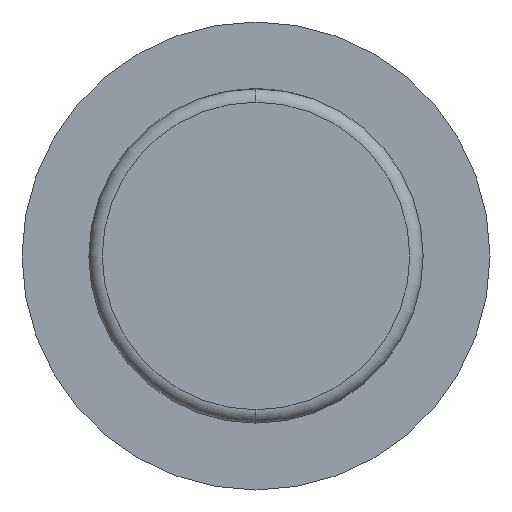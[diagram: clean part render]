
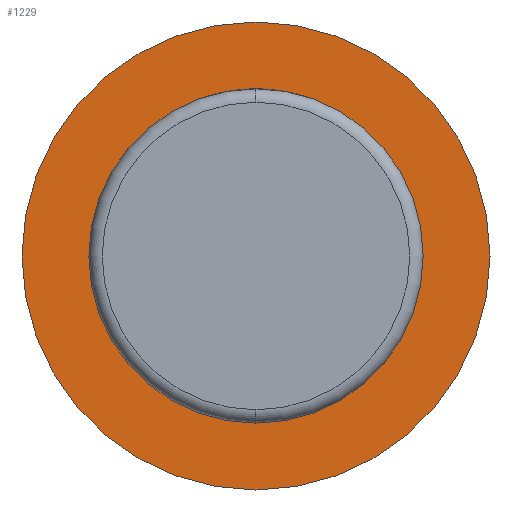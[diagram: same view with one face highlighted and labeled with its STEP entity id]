
A CAD part, left-side view. The second image highlights one B-rep face of the part: STEP entity #1229.
In plain terms, the highlighted planar face has unit normal (-1, 0, 0).
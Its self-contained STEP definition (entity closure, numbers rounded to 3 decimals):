
#43 = AXIS2_PLACEMENT_3D ( 'NONE', #646, #640, #1177 ) ;
#201 = DIRECTION ( 'NONE',  ( 0., 0., 1. ) ) ;
#210 = FACE_BOUND ( 'NONE', #926, .T. ) ;
#228 = DIRECTION ( 'NONE',  ( 0., 0., 1. ) ) ;
#234 = ORIENTED_EDGE ( 'NONE', *, *, #801, .T. ) ;
#298 = VERTEX_POINT ( 'NONE', #955 ) ;
#339 = VERTEX_POINT ( 'NONE', #858 ) ;
#392 = EDGE_CURVE ( 'NONE', #339, #555, #1329, .T. ) ;
#432 = CARTESIAN_POINT ( 'NONE',  ( -95.239, 0., 0. ) ) ;
#442 = DIRECTION ( 'NONE',  ( 0., 0., 1. ) ) ;
#490 = AXIS2_PLACEMENT_3D ( 'NONE', #432, #758, #442 ) ;
#551 = CARTESIAN_POINT ( 'NONE',  ( -95.239, 12.5, 0. ) ) ;
#555 = VERTEX_POINT ( 'NONE', #931 ) ;
#631 = AXIS2_PLACEMENT_3D ( 'NONE', #1450, #880, #201 ) ;
#640 = DIRECTION ( 'NONE',  ( -1., 0., 0. ) ) ;
#646 = CARTESIAN_POINT ( 'NONE',  ( -95.239, 0., 0. ) ) ;
#662 = FACE_OUTER_BOUND ( 'NONE', #1349, .T. ) ;
#680 = EDGE_CURVE ( 'NONE', #1372, #298, #1266, .T. ) ;
#681 = ORIENTED_EDGE ( 'NONE', *, *, #392, .T. ) ;
#734 = AXIS2_PLACEMENT_3D ( 'NONE', #551, #1442, #1251 ) ;
#755 = ORIENTED_EDGE ( 'NONE', *, *, #924, .F. ) ;
#758 = DIRECTION ( 'NONE',  ( -1., 0., 0. ) ) ;
#764 = CARTESIAN_POINT ( 'NONE',  ( -95.239, 0., 0. ) ) ;
#775 = ORIENTED_EDGE ( 'NONE', *, *, #680, .F. ) ;
#795 = CIRCLE ( 'NONE', #1383, 17.5 ) ;
#801 = EDGE_CURVE ( 'NONE', #555, #339, #795, .T. ) ;
#858 = CARTESIAN_POINT ( 'NONE',  ( -95.239, 0., 17.5 ) ) ;
#869 = CARTESIAN_POINT ( 'NONE',  ( -95.239, 0., 12.5 ) ) ;
#880 = DIRECTION ( 'NONE',  ( -1., 0., 0. ) ) ;
#924 = EDGE_CURVE ( 'NONE', #298, #1372, #1195, .T. ) ;
#926 = EDGE_LOOP ( 'NONE', ( #775, #755 ) ) ;
#931 = CARTESIAN_POINT ( 'NONE',  ( -95.239, 0., -17.5 ) ) ;
#955 = CARTESIAN_POINT ( 'NONE',  ( -95.239, 0., -12.5 ) ) ;
#1177 = DIRECTION ( 'NONE',  ( 0., 0., 1. ) ) ;
#1195 = CIRCLE ( 'NONE', #43, 12.5 ) ;
#1229 = ADVANCED_FACE ( 'NONE', ( #210, #662 ), #1347, .F. ) ;
#1251 = DIRECTION ( 'NONE',  ( 0., 1., 0. ) ) ;
#1266 = CIRCLE ( 'NONE', #631, 12.5 ) ;
#1329 = CIRCLE ( 'NONE', #490, 17.5 ) ;
#1337 = DIRECTION ( 'NONE',  ( -1., 0., 0. ) ) ;
#1347 = PLANE ( 'NONE',  #734 ) ;
#1349 = EDGE_LOOP ( 'NONE', ( #681, #234 ) ) ;
#1372 = VERTEX_POINT ( 'NONE', #869 ) ;
#1383 = AXIS2_PLACEMENT_3D ( 'NONE', #764, #1337, #228 ) ;
#1442 = DIRECTION ( 'NONE',  ( 1., 0., 0. ) ) ;
#1450 = CARTESIAN_POINT ( 'NONE',  ( -95.239, 0., 0. ) ) ;
